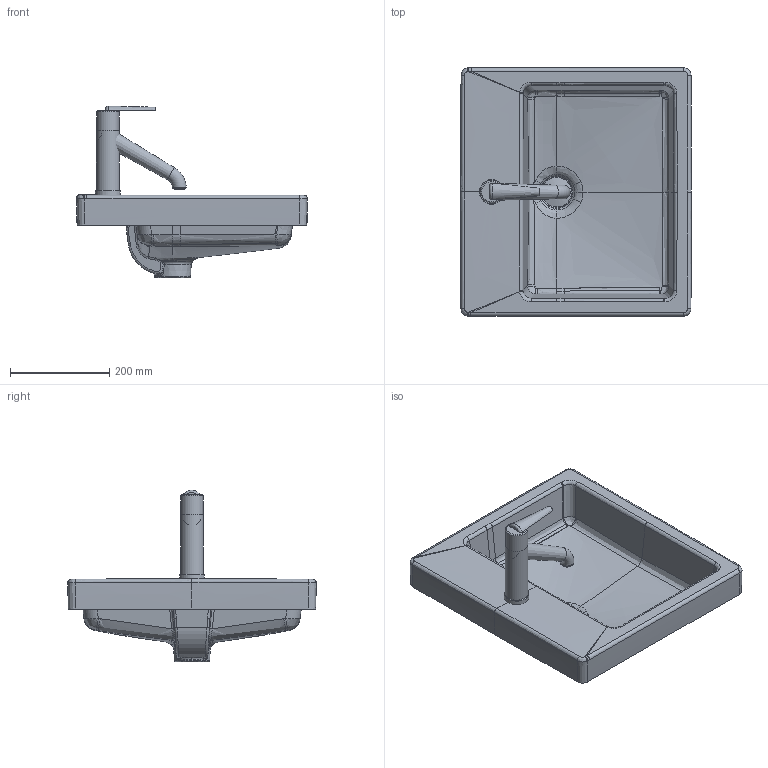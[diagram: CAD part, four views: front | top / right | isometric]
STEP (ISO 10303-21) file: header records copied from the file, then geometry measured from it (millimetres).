
FILE_DESCRIPTION((''),'2;1');
FILE_NAME('031550.stp','2014-10-21T21:24:45',('Administrator'),(''),'Autodesk Inventor 2011','Autodesk Inventor 2011','');
FILE_SCHEMA(('CONFIG_CONTROL_DESIGN'));
Length unit declared in the file: millimetre
Products named in the file (9): 031550; Kelch; Stopfen; Hebel150vorlage; hebel1; Hebel1_150neu; Neoperl; Griff
Assembly tree (8 placements, depth 3):
  031550
    031550
    Kelch
    Stopfen
    Hebel150vorlage
      hebel1
      Hebel1_150neu
      Neoperl
      Griff
Bounding box: 464.88 x 500.05 x 345.58 mm (x, y, z)
Volume: 7811714.6 mm3; surface area: 854941.8 mm2
Topology: 7 solids, 7 shells, 455 faces, 1090 edges, 648 vertices
Faces by surface type: bspline 293, plane 77, cylinder 61, torus 12, cone 8, sphere 4
Full cylindrical faces by diameter (mm): 16 x1, 20 x1, 25 x1, 35 x2, 42 x1, 44 x1, 45 x1, 46 x1, 46.5 x1, 50 x1, 60 x1
Entity records: 71711 total; most frequent: CARTESIAN_POINT 62305, ORIENTED_EDGE 2118, DIRECTION 1262, EDGE_CURVE 1059, VERTEX_POINT 638, AXIS2_PLACEMENT_3D 518, B_SPLINE_CURVE_WITH_KNOTS 496, EDGE_LOOP 483
